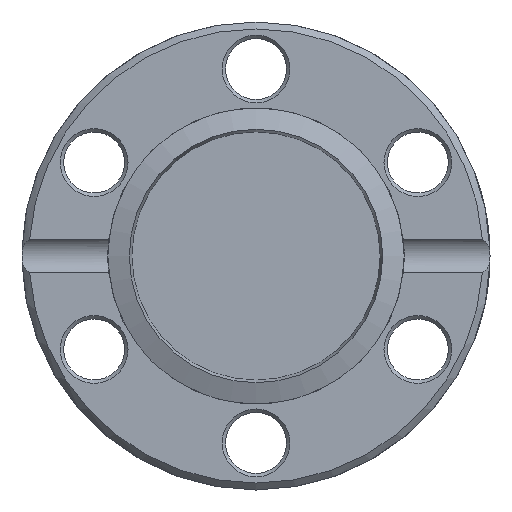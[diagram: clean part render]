
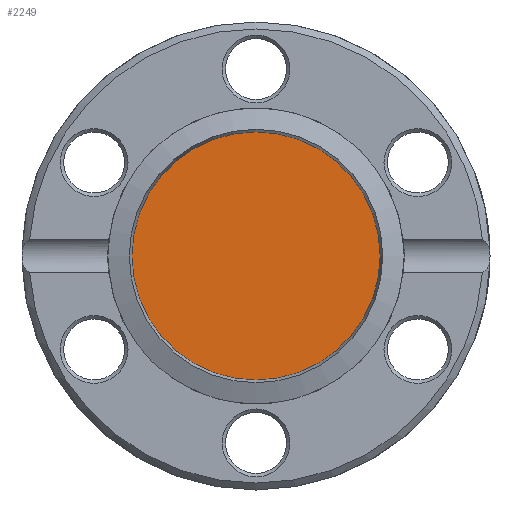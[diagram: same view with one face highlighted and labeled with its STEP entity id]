
A CAD part, front view. The second image highlights one B-rep face of the part: STEP entity #2249.
In plain terms, the highlighted planar face has unit normal (0, -1, 0).
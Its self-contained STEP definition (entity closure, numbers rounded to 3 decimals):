
#427=PLANE('',#2462);
#557=FACE_OUTER_BOUND('',#734,.T.);
#734=EDGE_LOOP('',(#2095));
#817=CIRCLE('',#2463,8.964);
#1141=VERTEX_POINT('',#5337);
#1460=EDGE_CURVE('',#1141,#1141,#817,.T.);
#2095=ORIENTED_EDGE('',*,*,#1460,.F.);
#2249=ADVANCED_FACE('',(#557),#427,.T.);
#2462=AXIS2_PLACEMENT_3D('',#5336,#2964,#2965);
#2463=AXIS2_PLACEMENT_3D('',#5338,#2966,#2967);
#2964=DIRECTION('center_axis',(0.,-1.,0.));
#2965=DIRECTION('ref_axis',(0.,0.,-1.));
#2966=DIRECTION('center_axis',(0.,1.,0.));
#2967=DIRECTION('ref_axis',(1.,0.,0.));
#5336=CARTESIAN_POINT('Origin',(-8.964,1.17,0.));
#5337=CARTESIAN_POINT('',(-8.964,1.17,0.));
#5338=CARTESIAN_POINT('Origin',(0.,1.17,0.));
